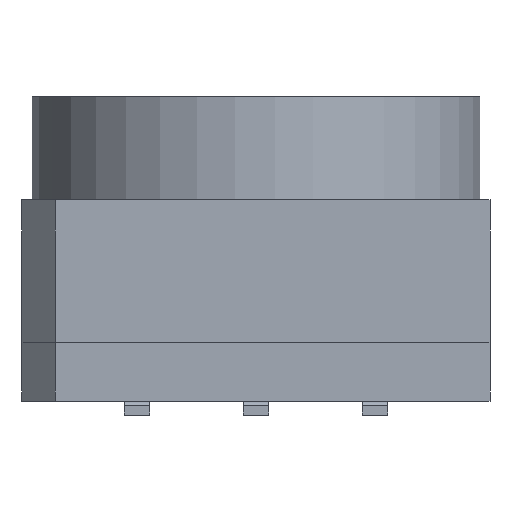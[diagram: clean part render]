
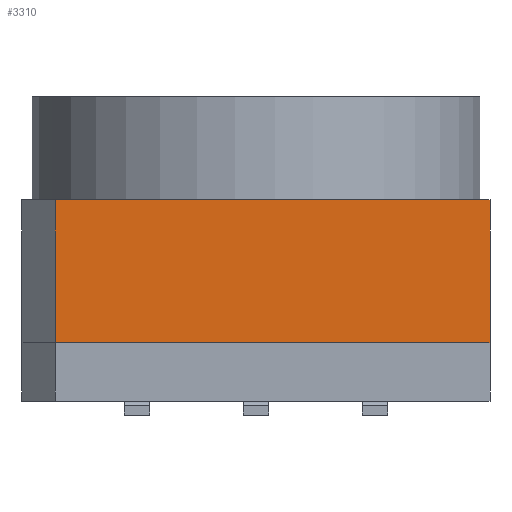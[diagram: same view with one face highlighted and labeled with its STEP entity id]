
A CAD part, left-side view. The second image highlights one B-rep face of the part: STEP entity #3310.
In plain terms, the highlighted planar face has unit normal (-1, 0, 0).
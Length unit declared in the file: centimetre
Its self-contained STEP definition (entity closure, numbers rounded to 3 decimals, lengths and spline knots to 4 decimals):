
#388=FACE_OUTER_BOUND('',#589,.T.);
#589=EDGE_LOOP('',(#2991,#2992,#2993,#2994));
#706=LINE('',#4398,#1040);
#915=LINE('',#5762,#1249);
#918=LINE('',#5768,#1252);
#925=LINE('',#5783,#1259);
#1040=VECTOR('',#3743,1.);
#1249=VECTOR('',#4086,1.);
#1252=VECTOR('',#4091,1.);
#1259=VECTOR('',#4102,1.);
#1379=VERTEX_POINT('',#4388);
#1382=VERTEX_POINT('',#4396);
#1598=VERTEX_POINT('',#5761);
#1600=VERTEX_POINT('',#5767);
#1739=EDGE_CURVE('',#1379,#1382,#706,.T.);
#2062=EDGE_CURVE('',#1598,#1379,#915,.T.);
#2065=EDGE_CURVE('',#1600,#1598,#918,.T.);
#2073=EDGE_CURVE('',#1600,#1382,#925,.T.);
#2991=ORIENTED_EDGE('',*,*,#2062,.T.);
#2992=ORIENTED_EDGE('',*,*,#1739,.T.);
#2993=ORIENTED_EDGE('',*,*,#2073,.F.);
#2994=ORIENTED_EDGE('',*,*,#2065,.T.);
#3130=PLANE('',#3476);
#3310=ADVANCED_FACE('',(#388),#3130,.T.);
#3476=AXIS2_PLACEMENT_3D('',#5782,#4100,#4101);
#3743=DIRECTION('',(0.,-1.,0.));
#4086=DIRECTION('',(0.,0.,-1.));
#4091=DIRECTION('',(0.,1.,0.));
#4100=DIRECTION('center_axis',(-1.,0.,0.));
#4101=DIRECTION('ref_axis',(0.,0.,
1.));
#4102=DIRECTION('',(0.,0.,-1.));
#4388=CARTESIAN_POINT('',(-0.5,0.4293,-0.1525));
#4396=CARTESIAN_POINT('',(-0.5,-0.5,-0.1525));
#4398=CARTESIAN_POINT('',(-0.5,0.5,-0.1525));
#5761=CARTESIAN_POINT('',(-0.5,0.4293,0.1525));
#5762=CARTESIAN_POINT('',(-0.5,0.4293,0.0763));
#5767=CARTESIAN_POINT('',(-0.5,-0.5,0.1525));
#5768=CARTESIAN_POINT('',(-0.5,0.5,0.1525));
#5782=CARTESIAN_POINT('Origin',(-0.5,-0.5,0.));
#5783=CARTESIAN_POINT('',(-0.5,-0.5,0.));
